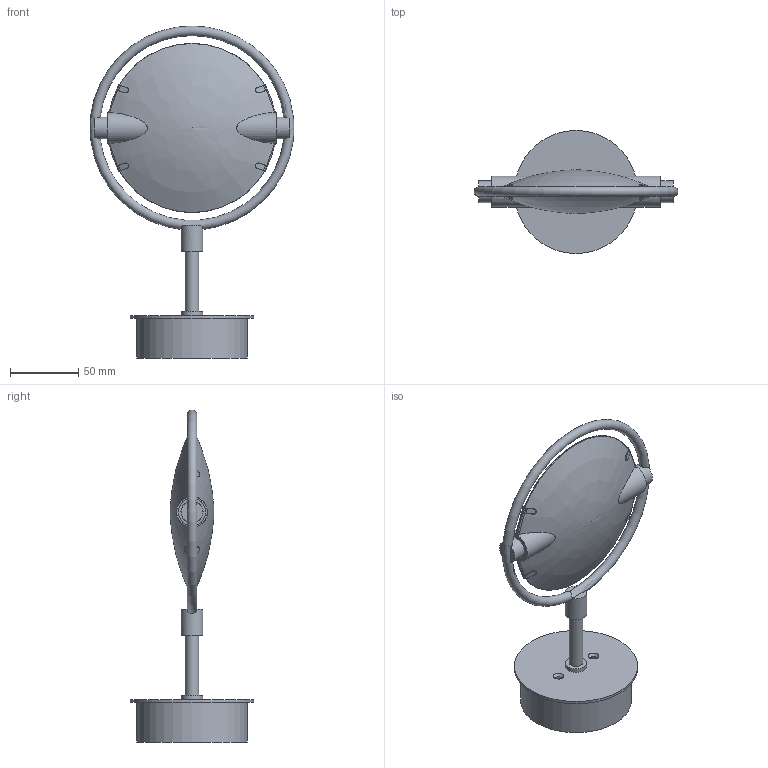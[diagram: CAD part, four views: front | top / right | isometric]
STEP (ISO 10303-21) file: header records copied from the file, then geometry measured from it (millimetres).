
FILE_DESCRIPTION(/* description */ (''),/* implementation_level */ '2;1');
FILE_NAME(/* name */ 'F302345150xxxx.stp',/* time_stamp */ '2020-01-16T12:20:37+01:00',/* author */ ('sghezzi'),/* organization */ (''),/* preprocessor_version */ 'ST-DEVELOPER v17.2',/* originating_system */ 'Autodesk Inventor 2019',/* authorisation */ '');
FILE_SCHEMA (('AUTOMOTIVE_DESIGN { 1 0 10303 214 3 1 1 }'));
Length unit declared in the file: millimetre
Products named in the file (11): Assieme2; 007302312 Piattello c fori 3023 3138; 007302316 Rond Li D16 3023-3138; 007302307 Tige 3023-3138; Anello; LAMPADINA_ALOGENA_60-150W_R7s; Molla; Diffusore; Molla_MIR; Diffusore_MIR; 030012004_DISTANZIATORE_CAT_ZZ
Assembly tree (10 placements, depth 2):
  Assieme2
    007302312 Piattello c fori 3023 3138
    007302316 Rond Li D16 3023-3138
    007302307 Tige 3023-3138
    Anello
    LAMPADINA_ALOGENA_60-150W_R7s
    Molla
    Diffusore
    Molla_MIR
    Diffusore_MIR
    030012004_DISTANZIATORE_CAT_ZZ
Bounding box: 149 x 90 x 242.5 mm (x, y, z)
Volume: 146140.5 mm3; surface area: 130203.2 mm2
Topology: 10 solids, 11 shells, 350 faces, 958 edges, 647 vertices
Faces by surface type: plane 205, cylinder 100, cone 15, torus 15, bspline 12, sphere 3
Full cylindrical faces by diameter (mm): 2.459 x4, 3 x2, 7 x5, 8.5 x1, 9 x3, 10 x3, 10.5 x2, 12 x2, 13 x2, 14 x2, 16 x4, 16.3 x2, 81 x1, 90 x1
Entity records: 13140 total; most frequent: CARTESIAN_POINT 3736, ORIENTED_EDGE 1892, DIRECTION 1823, EDGE_CURVE 946, AXIS2_PLACEMENT_3D 652, VERTEX_POINT 639, LINE 519, VECTOR 519
